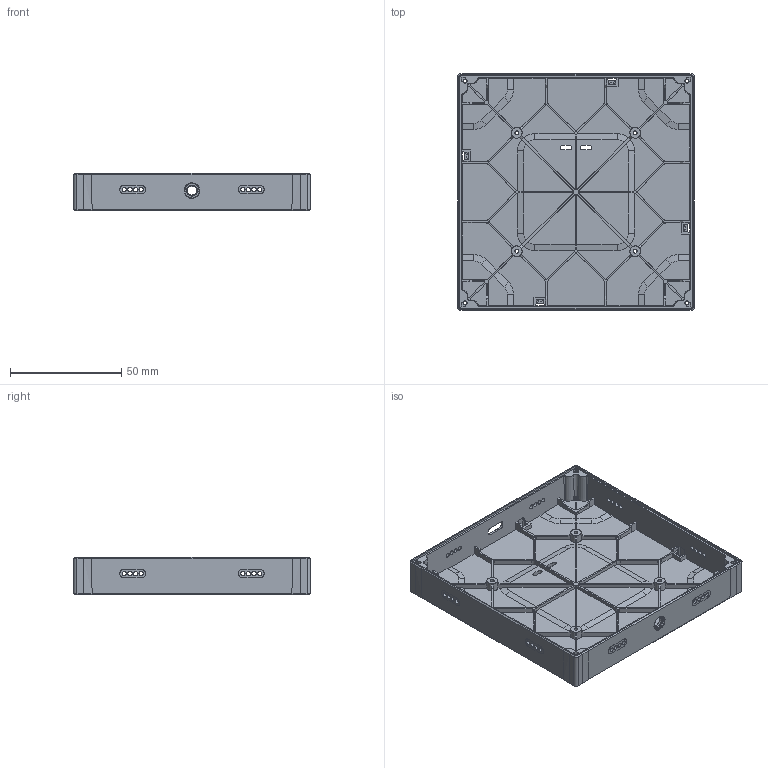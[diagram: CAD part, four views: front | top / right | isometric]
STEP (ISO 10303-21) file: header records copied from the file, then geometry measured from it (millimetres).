
FILE_DESCRIPTION(('FreeCAD Model'),'2;1');
FILE_NAME('Open CASCADE Shape Model','2025-10-20T18:38:05',('FreeCAD'),( 'FreeCAD'),'Open CASCADE STEP processor 7.7','FreeCAD','Unknown');
FILE_SCHEMA(('AUTOMOTIVE_DESIGN { 1 0 10303 214 1 1 1 1 }'));
Length unit declared in the file: millimetre
Products named in the file (1): Open CASCADE STEP translator 7.7 1
Bounding box: 106.6 x 106.6 x 17 mm (x, y, z)
Volume: 37341 mm3; surface area: 39685.1 mm2
Topology: 1 solids, 1 shells, 844 faces, 2478 edges, 1658 vertices
Faces by surface type: plane 332, bspline 260, cone 248, cylinder 4
Entity records: 32876 total; most frequent: CARTESIAN_POINT 12722, ORIENTED_EDGE 4956, DIRECTION 3040, EDGE_CURVE 2478, VERTEX_POINT 1658, B_SPLINE_CURVE_WITH_KNOTS 1109, AXIS2_PLACEMENT_3D 1100, FACE_BOUND 962
